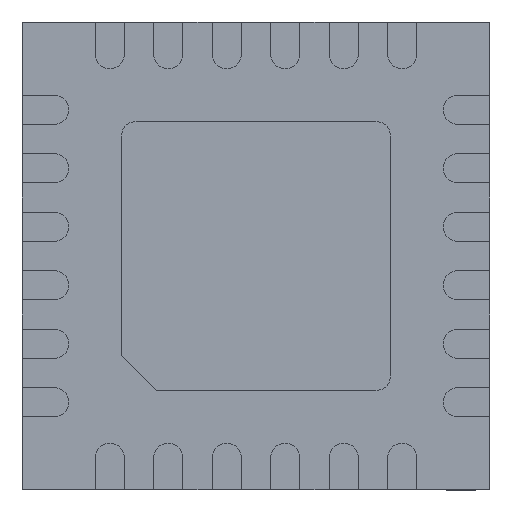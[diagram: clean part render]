
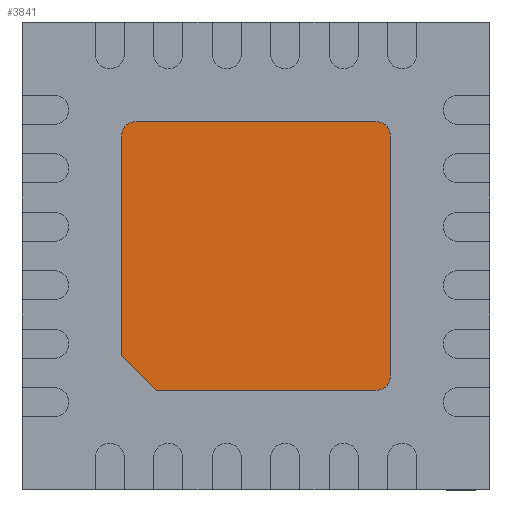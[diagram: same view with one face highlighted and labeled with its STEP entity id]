
A CAD part, front view. The second image highlights one B-rep face of the part: STEP entity #3841.
In plain terms, the highlighted planar face has unit normal (0, -1, 0).
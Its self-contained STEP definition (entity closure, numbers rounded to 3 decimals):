
#24 = DIRECTION ( 'NONE',  ( 0., -1., 0. ) ) ;
#110 = VERTEX_POINT ( 'NONE', #2690 ) ;
#139 = VERTEX_POINT ( 'NONE', #2796 ) ;
#166 = VERTEX_POINT ( 'NONE', #4402 ) ;
#306 = AXIS2_PLACEMENT_3D ( 'NONE', #4327, #10283, #904 ) ;
#336 = VECTOR ( 'NONE', #8192, 1000. ) ;
#491 = VECTOR ( 'NONE', #2014, 1000. ) ;
#506 = CARTESIAN_POINT ( 'NONE',  ( -1.15, 0., -0.85 ) ) ;
#725 = CARTESIAN_POINT ( 'NONE',  ( 1.025, 0., 1.025 ) ) ;
#797 = LINE ( 'NONE', #1206, #2916 ) ;
#904 = DIRECTION ( 'NONE',  ( 0., 0., -1. ) ) ;
#1087 = CARTESIAN_POINT ( 'NONE',  ( 1.025, 0., -1.15 ) ) ;
#1206 = CARTESIAN_POINT ( 'NONE',  ( 1.025, 0., -1.15 ) ) ;
#1275 = ORIENTED_EDGE ( 'NONE', *, *, #1585, .T. ) ;
#1295 = ORIENTED_EDGE ( 'NONE', *, *, #7204, .T. ) ;
#1585 = EDGE_CURVE ( 'NONE', #139, #110, #8328, .T. ) ;
#1748 = DIRECTION ( 'NONE',  ( -1., 0., 0. ) ) ;
#1901 = DIRECTION ( 'NONE',  ( 1., 0., 0. ) ) ;
#2014 = DIRECTION ( 'NONE',  ( 0.707, 0., -0.707 ) ) ;
#2515 = DIRECTION ( 'NONE',  ( 0., -1., 0. ) ) ;
#2524 = DIRECTION ( 'NONE',  ( 0., 0., -1. ) ) ;
#2690 = CARTESIAN_POINT ( 'NONE',  ( 1.025, 0., 1.15 ) ) ;
#2796 = CARTESIAN_POINT ( 'NONE',  ( 1.15, 0., 1.025 ) ) ;
#2916 = VECTOR ( 'NONE', #1901, 1000. ) ;
#3274 = PLANE ( 'NONE',  #6210 ) ;
#3311 = DIRECTION ( 'NONE',  ( 0., -1., 0. ) ) ;
#3317 = VECTOR ( 'NONE', #1748, 1000. ) ;
#3841 = ADVANCED_FACE ( 'NONE', ( #5736 ), #3274, .T. ) ;
#3903 = EDGE_CURVE ( 'NONE', #7109, #5344, #10542, .T. ) ;
#4033 = DIRECTION ( 'NONE',  ( 0., 0., -1. ) ) ;
#4265 = CARTESIAN_POINT ( 'NONE',  ( 1.15, 0., -1.025 ) ) ;
#4327 = CARTESIAN_POINT ( 'NONE',  ( 1.025, 0., -1.025 ) ) ;
#4402 = CARTESIAN_POINT ( 'NONE',  ( -1.15, 0., -0.85 ) ) ;
#4574 = EDGE_LOOP ( 'NONE', ( #1275, #6936, #1295, #7808, #10171, #10080, #8897, #8434 ) ) ;
#5129 = LINE ( 'NONE', #5573, #336 ) ;
#5257 = LINE ( 'NONE', #506, #9533 ) ;
#5344 = VERTEX_POINT ( 'NONE', #4265 ) ;
#5573 = CARTESIAN_POINT ( 'NONE',  ( 1.15, 0., -1.025 ) ) ;
#5736 = FACE_OUTER_BOUND ( 'NONE', #4574, .T. ) ;
#5738 = CARTESIAN_POINT ( 'NONE',  ( 1.025, 0., 1.025 ) ) ;
#5991 = EDGE_CURVE ( 'NONE', #166, #6941, #10088, .T. ) ;
#6210 = AXIS2_PLACEMENT_3D ( 'NONE', #5738, #3311, #4033 ) ;
#6549 = VERTEX_POINT ( 'NONE', #10301 ) ;
#6760 = EDGE_CURVE ( 'NONE', #10263, #166, #5257, .T. ) ;
#6795 = DIRECTION ( 'NONE',  ( 0., 0., -1. ) ) ;
#6936 = ORIENTED_EDGE ( 'NONE', *, *, #7689, .T. ) ;
#6941 = VERTEX_POINT ( 'NONE', #10798 ) ;
#7109 = VERTEX_POINT ( 'NONE', #1087 ) ;
#7134 = EDGE_CURVE ( 'NONE', #6941, #7109, #797, .T. ) ;
#7183 = LINE ( 'NONE', #7651, #3317 ) ;
#7204 = EDGE_CURVE ( 'NONE', #6549, #10263, #10248, .T. ) ;
#7316 = DIRECTION ( 'NONE',  ( 0., 0., -1. ) ) ;
#7626 = CARTESIAN_POINT ( 'NONE',  ( -1.025, 0., 1.025 ) ) ;
#7651 = CARTESIAN_POINT ( 'NONE',  ( 1.025, 0., 1.15 ) ) ;
#7689 = EDGE_CURVE ( 'NONE', #110, #6549, #7183, .T. ) ;
#7808 = ORIENTED_EDGE ( 'NONE', *, *, #6760, .T. ) ;
#8192 = DIRECTION ( 'NONE',  ( 0., 0., 1. ) ) ;
#8328 = CIRCLE ( 'NONE', #10701, 0.125 ) ;
#8434 = ORIENTED_EDGE ( 'NONE', *, *, #9907, .T. ) ;
#8453 = CARTESIAN_POINT ( 'NONE',  ( -1.15, 0., 1.025 ) ) ;
#8897 = ORIENTED_EDGE ( 'NONE', *, *, #3903, .T. ) ;
#9533 = VECTOR ( 'NONE', #7316, 1000. ) ;
#9907 = EDGE_CURVE ( 'NONE', #5344, #139, #5129, .T. ) ;
#9925 = AXIS2_PLACEMENT_3D ( 'NONE', #7626, #24, #2524 ) ;
#10080 = ORIENTED_EDGE ( 'NONE', *, *, #7134, .T. ) ;
#10088 = LINE ( 'NONE', #11067, #491 ) ;
#10171 = ORIENTED_EDGE ( 'NONE', *, *, #5991, .T. ) ;
#10248 = CIRCLE ( 'NONE', #9925, 0.125 ) ;
#10263 = VERTEX_POINT ( 'NONE', #8453 ) ;
#10283 = DIRECTION ( 'NONE',  ( 0., -1., 0. ) ) ;
#10301 = CARTESIAN_POINT ( 'NONE',  ( -1.025, 0., 1.15 ) ) ;
#10542 = CIRCLE ( 'NONE', #306, 0.125 ) ;
#10701 = AXIS2_PLACEMENT_3D ( 'NONE', #725, #2515, #6795 ) ;
#10798 = CARTESIAN_POINT ( 'NONE',  ( -0.85, 0., -1.15 ) ) ;
#11067 = CARTESIAN_POINT ( 'NONE',  ( -0.85, 0., -1.15 ) ) ;
